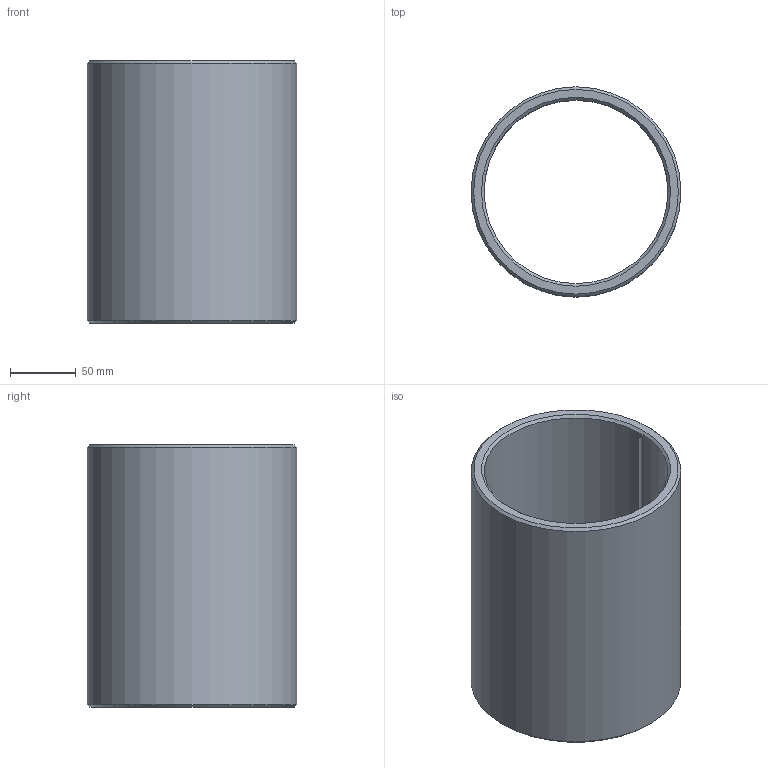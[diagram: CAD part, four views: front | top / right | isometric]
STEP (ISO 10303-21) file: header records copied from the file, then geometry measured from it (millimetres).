
FILE_DESCRIPTION(('STEP AP203'),'1');
FILE_NAME('580-LM140200.stp','2016-12-28T11:14:50',(' '),(' '),'Spatial InterOp 3D',' ',' ');
FILE_SCHEMA(('CONFIG_CONTROL_DESIGN'));
Length unit declared in the file: metre
Products named in the file (2): 580-LM140x200
Assembly tree (1 placements, depth 2):
  (unnamed)
    580-LM140x200
Bounding box: 160 x 160 x 200 mm (x, y, z)
Volume: 937415.8 mm3; surface area: 196125.2 mm2
Topology: 1 solids, 1 shells, 13 faces, 26 edges, 16 vertices
Faces by surface type: cylinder 4, cone 4, plane 3, bspline 2
Full cylindrical faces by diameter (mm): 140 x1, 160 x1
Entity records: 5660 total; most frequent: CARTESIAN_POINT 5313, DIRECTION 54, ORIENTED_EDGE 40, AXIS2_PLACEMENT_3D 25, EDGE_LOOP 22, EDGE_CURVE 20, VERTEX_POINT 16, FACE_OUTER_BOUND 15
